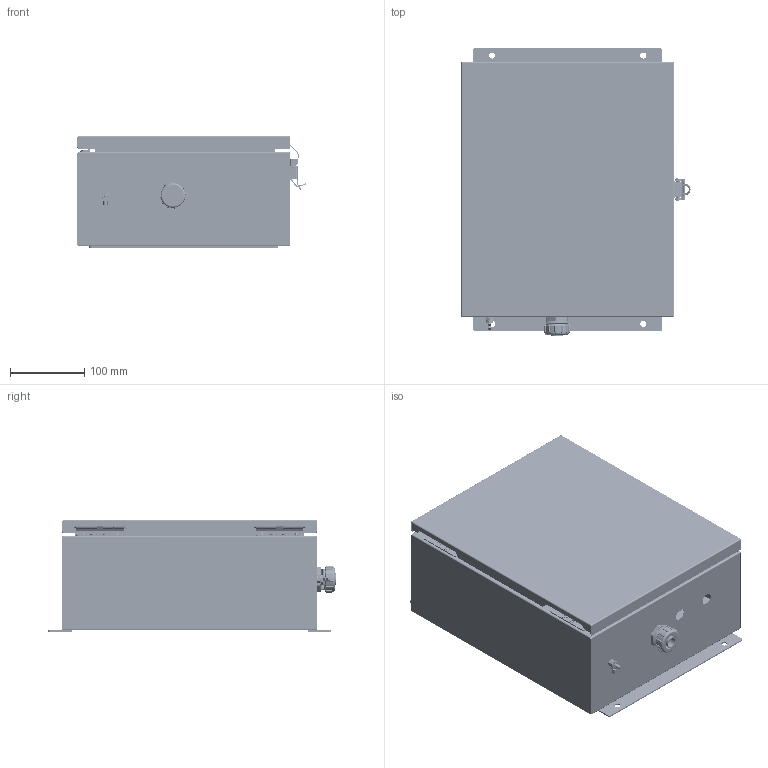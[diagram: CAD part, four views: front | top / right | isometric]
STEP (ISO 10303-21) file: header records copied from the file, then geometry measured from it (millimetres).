
FILE_DESCRIPTION (( 'STEP AP214' ), '1' );
FILE_NAME ('NBSS121006-1H0.step', '2020-03-18T18:45:58', ( '' ), ( '' ), 'SwSTEP 2.0', 'SolidWorks 2018', '' );
FILE_SCHEMA (( 'AUTOMOTIVE_DESIGN' ));
Length unit declared in the file: inch
Products named in the file (46): NBSS_integra_fhscr_91771A830_10-32 x .62lg; XCT-0005; XFW-0004; NBSS_integra_hinge pin; XMH-0006; XMH-0007; RIVET_SHORT_12DIA_1; XMH-0010; X-ASSY-HYP285-1; XFS-0017; NBSS121006_box; NBSS121006_box assy; XNBSS121006-01; NBSS121006-1H0; X-PCB-HYP285; XFN-0013; 1AM01-064; 97H9235-26300_1; XF797-02; XFS-0026; XFS-0032_91735A151; XFS-0067_XFS-0067; XFW-0002; XC-0003; 91115A288_18-8 SS FF THD HEX STDF_91115A288; 10-32 NEMA PLATE SCREW; XFS-0006; XFN-0022; 10-32 stud^NBSS121006_box assy; 1AJ09-063; XFS-0031; NBSS_integra_box brkt; XCTB-0002; XFS-0066_90272A147; NBSS121006; 9912562-82-10_1; XFN-0003; NBSS121006_lid assy; NBSS_integra_latch; RIVET_LONG_12DIA_1 ...
Assembly tree (89 placements, depth 6):
  NBSS121006-1H0
    XNBSS121006-01
      NBSS121006
        NBSS121006_box assy
          NBSS121006_box
          NBSS_integra_box hinge  x2
          NBSS_integra_box brkt  x2
          NBSS_integra_hinge pin  x2
          NBSS_integra_fhscr_91771A830_10-32 x .62lg  x4
          NBSS_integra_csink wshr  x4
          NBSS_integra_latch
            9912562-82-10_1
            RIVET_LONG_12DIA_1
            RIVET_SHORT_12DIA_1  x2
          10-32 stud^NBSS121006_box assy  x4
          91115A288_18-8 SS FF THD HEX STDF_91115A288  x4
          L-COM-FLANGE_505152-FLANGE_1  x2
        NBSS121006_lid assy
          NBSS121006_lid
          97H9235-26300_1  x2
    1BE01-002
    XFW-0002  x5
    10-32 NEMA PLATE SCREW  x4
    XMH-0007  x4
    XMH-0010
    XFW-0004
    XFS-0067_XFS-0067  x5
    XFS-0006
    XFS-0032_91735A151  x2
    XCTB-0002
    XFN-0013  x2
    XF797-02
    XFS-0017  x3
    X-ASSY-HYP285-1
      X-PCB-HYP285
      XERZ-V20D241  x3
    XFS-0066_90272A147  x2
    XFN-0022  x2
    XMH-0006
    XFS-0031  x2
    1AM01-064  x2
    1AJ09-063  x2
    XFS-0026
    XFN-0003  x2
    XCT-0005
    XC-0003
Bounding box: 307.97 x 387.35 x 149.89 mm (x, y, z)
Volume: 974679.1 mm3; surface area: 1117550.5 mm2
Topology: 87 solids, 88 shells, 5604 faces, 14202 edges, 8839 vertices
Faces by surface type: cylinder 1937, plane 1685, cone 1450, torus 304, bspline 181, sphere 47
Entity records: 129049 total; most frequent: CARTESIAN_POINT 40856, ORIENTED_EDGE 15986, DIRECTION 15720, EDGE_CURVE 7993, AXIS2_PLACEMENT_3D 5903, VERTEX_POINT 4992, VECTOR 3914, LINE 3914
